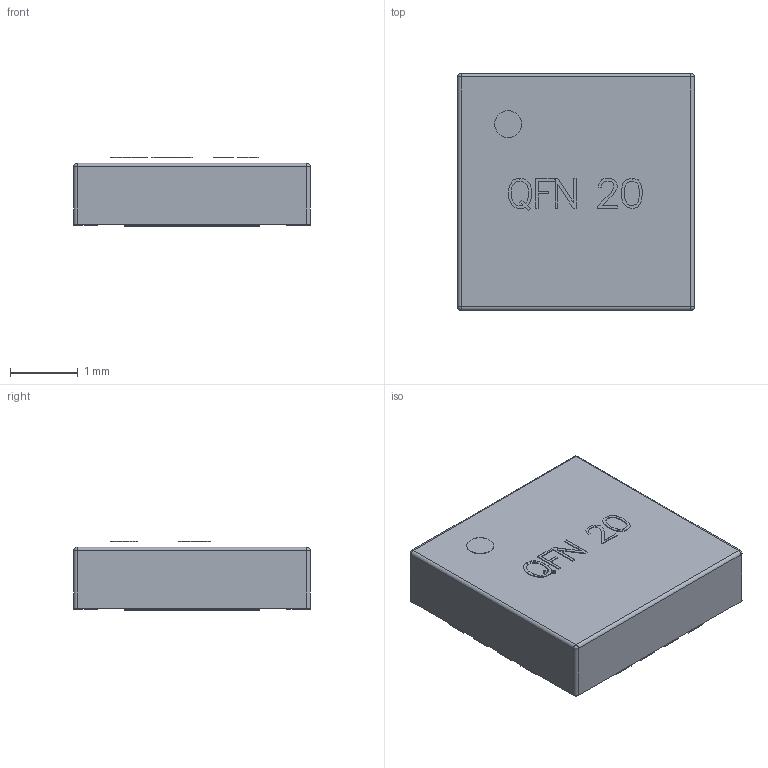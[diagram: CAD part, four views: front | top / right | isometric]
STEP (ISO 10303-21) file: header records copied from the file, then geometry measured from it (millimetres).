
FILE_DESCRIPTION(/* description */ (''),/* implementation_level */ '2;1');
FILE_NAME(/* name */ 'QFN-20-TI_RGRv2.stp',/* time_stamp */ '2015-04-06T14:07:28-07:00',/* author */ (''),/* organization */ (''),/* preprocessor_version */ 'ST-DEVELOPER v16.1',/* originating_system */ 'Autodesk Translation Framework v4.0.0.5211',/* authorisation */ '');
FILE_SCHEMA (('AUTOMOTIVE_DESIGN { 1 0 10303 214 3 1 1 }'));
Length unit declared in the file: centimetre
Products named in the file (27): SW3dPS-QFN-20_Extruded18; SW3dPS-QFN-20_479709777; SW3dPS-QFN-20_Extruded19; SW3dPS-QFN-20_479706833; SW3dPS-QFN-20_Extruded16; SW3dPS-QFN-20_479712337; SW3dPS-QFN-20_Extruded24; SW3dPS-QFN-20_479710033; SW3dPS-QFN-20_Extruded20; SW3dPS-QFN-20_479712209; SW3dPS-QFN-20_Extruded23; SW3dPS-QFN-20_479711313; SW3dPS-QFN-20_Extruded22; SW3dPS-QFN-20_479706577; SW3dPS-QFN-20_Cylinder1; SW3dPS-QFN-20_479480465; SW3dPS-QFN-20_Extruded15; SW3dPS-QFN-20_479706449; SW3dPS-QFN-20_Extruded13; SW3dPS-QFN-20_479711953; SW3dPS-QFN-20_Extruded25; SW3dPS-QFN-20_479710545; SW3dPS-QFN-20_Extruded17; SW3dPS-QFN-20_479710801; SW3dPS-QFN-20_Free-Models1; SW3dPS-QFN-20_Board1; QFN-20-TI_RGR v2
Assembly tree (38 placements, depth 4):
  QFN-20-TI_RGR v2
    SW3dPS-QFN-20_Free-Models1
      SW3dPS-QFN-20_479709777
        SW3dPS-QFN-20_Extruded18
      SW3dPS-QFN-20_479706833  x4
        SW3dPS-QFN-20_Extruded19
      SW3dPS-QFN-20_479710033
        SW3dPS-QFN-20_Extruded24
      SW3dPS-QFN-20_479712337  x4
        SW3dPS-QFN-20_Extruded16
      SW3dPS-QFN-20_479712209  x4
        SW3dPS-QFN-20_Extruded20
      SW3dPS-QFN-20_479711313
        SW3dPS-QFN-20_Extruded23
      SW3dPS-QFN-20_479706577  x4
        SW3dPS-QFN-20_Extruded22
      SW3dPS-QFN-20_479480465
        SW3dPS-QFN-20_Cylinder1
      SW3dPS-QFN-20_479706449
        SW3dPS-QFN-20_Extruded15
      SW3dPS-QFN-20_479711953
        SW3dPS-QFN-20_Extruded13
      SW3dPS-QFN-20_479710545
        SW3dPS-QFN-20_Extruded25
      SW3dPS-QFN-20_479710801
        SW3dPS-QFN-20_Extruded17
    SW3dPS-QFN-20_Board1
Bounding box: 3.5 x 3.5 x 1.03 mm (x, y, z)
Volume: 11.1 mm3; surface area: 49.2 mm2
Topology: 26 solids, 29 shells, 423 faces, 1102 edges, 734 vertices
Faces by surface type: plane 410, cylinder 9, sphere 4
Full cylindrical faces by diameter (mm): 0.4 x1
Entity records: 7764 total; most frequent: CARTESIAN_POINT 1327, DIRECTION 1237, ORIENTED_EDGE 1218, EDGE_CURVE 615, LINE 597, VECTOR 597, VERTEX_POINT 410, AXIS2_PLACEMENT_3D 320
